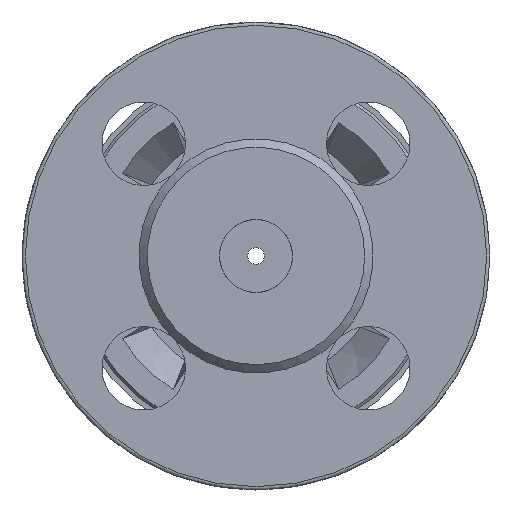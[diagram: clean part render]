
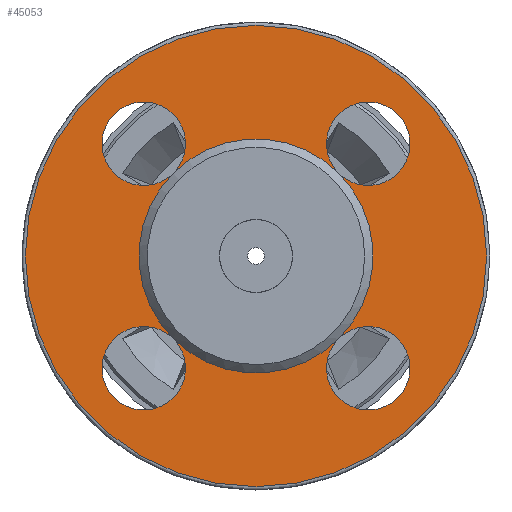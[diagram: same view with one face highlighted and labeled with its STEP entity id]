
A CAD part, front view. The second image highlights one B-rep face of the part: STEP entity #45053.
In plain terms, the highlighted free-form (B-spline) face has degree [1, 1] with [2, 2] control points.
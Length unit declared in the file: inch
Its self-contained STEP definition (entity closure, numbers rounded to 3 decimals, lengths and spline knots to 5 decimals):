
#44483=CARTESIAN_POINT('',(-116.95911,54.5432,13.91224));
#44484=VERTEX_POINT('',#44483);
#44485=CARTESIAN_POINT('',(-117.18008,54.32222,13.91224));
#44486=DIRECTION('',(0.,0.,-1.0));
#44487=DIRECTION('',(0.707,-0.707,0.));
#44488=AXIS2_PLACEMENT_3D('',#44485,#44486,#44487);
#44489=CIRCLE('',#44488,0.3125);
#44490=EDGE_CURVE('',#44484,#44484,#44489,.T.);
#44511=CARTESIAN_POINT('',(-115.72168,54.5432,13.91224));
#44512=VERTEX_POINT('',#44511);
#44513=CARTESIAN_POINT('',(-115.50071,54.32222,13.91224));
#44514=DIRECTION('',(0.,0.,-1.0));
#44515=DIRECTION('',(0.707,-0.707,0.));
#44516=AXIS2_PLACEMENT_3D('',#44513,#44514,#44515);
#44517=CIRCLE('',#44516,0.3125);
#44518=EDGE_CURVE('',#44512,#44512,#44517,.T.);
#44560=CARTESIAN_POINT('',(-115.72168,55.78063,13.91224));
#44561=VERTEX_POINT('',#44560);
#44562=CARTESIAN_POINT('',(-116.34039,55.16191,13.91224));
#44563=DIRECTION('',(0.0,0.0,1.0));
#44564=DIRECTION('',(1.0,0.0,0.0));
#44565=AXIS2_PLACEMENT_3D('',#44562,#44563,#44564);
#44566=CIRCLE('',#44565,0.875);
#44567=EDGE_CURVE('',#44512,#44561,#44566,.T.);
#44569=CARTESIAN_POINT('',(-116.95911,55.78063,13.91224));
#44570=VERTEX_POINT('',#44569);
#44571=CARTESIAN_POINT('',(-116.34039,55.16191,13.91224));
#44572=DIRECTION('',(0.0,0.0,1.0));
#44573=DIRECTION('',(1.0,0.0,0.0));
#44574=AXIS2_PLACEMENT_3D('',#44571,#44572,#44573);
#44575=CIRCLE('',#44574,0.875);
#44576=EDGE_CURVE('',#44561,#44570,#44575,.T.);
#44578=CARTESIAN_POINT('',(-116.34039,55.16191,13.91224));
#44579=DIRECTION('',(0.0,0.0,-1.0));
#44580=DIRECTION('',(1.0,0.0,0.0));
#44581=AXIS2_PLACEMENT_3D('',#44578,#44579,#44580);
#44582=CIRCLE('',#44581,0.875);
#44583=EDGE_CURVE('',#44484,#44570,#44582,.T.);
#44585=CARTESIAN_POINT('',(-116.34039,55.16191,13.91224));
#44586=DIRECTION('',(0.0,0.0,-1.0));
#44587=DIRECTION('',(1.0,0.0,0.0));
#44588=AXIS2_PLACEMENT_3D('',#44585,#44586,#44587);
#44589=CIRCLE('',#44588,0.875);
#44590=EDGE_CURVE('',#44512,#44484,#44589,.T.);
#44768=CARTESIAN_POINT('',(-117.18008,56.0016,13.91224));
#44769=DIRECTION('',(0.,0.,1.));
#44770=DIRECTION('',(0.707,0.707,0.));
#44771=AXIS2_PLACEMENT_3D('',#44768,#44769,#44770);
#44772=CIRCLE('',#44771,0.3125);
#44773=EDGE_CURVE('',#44570,#44570,#44772,.T.);
#44807=CARTESIAN_POINT('',(-115.50071,56.0016,13.91224));
#44808=DIRECTION('',(0.,0.,1.));
#44809=DIRECTION('',(0.707,0.707,0.));
#44810=AXIS2_PLACEMENT_3D('',#44807,#44808,#44809);
#44811=CIRCLE('',#44810,0.3125);
#44812=EDGE_CURVE('',#44561,#44561,#44811,.T.);
#45020=CARTESIAN_POINT('',(-114.61539,55.16191,13.91224));
#45021=VERTEX_POINT('',#45020);
#45022=CARTESIAN_POINT('',(-116.34039,55.16191,13.91224));
#45023=DIRECTION('',(0.0,0.0,1.0));
#45024=DIRECTION('',(0.0,1.0,0.0));
#45025=AXIS2_PLACEMENT_3D('',#45022,#45023,#45024);
#45026=CIRCLE('',#45025,1.725);
#45027=EDGE_CURVE('',#45021,#45021,#45026,.T.);
#45035=CARTESIAN_POINT('',(-112.89039,55.16191,13.91224));
#45036=CARTESIAN_POINT('',(-116.34039,58.61191,13.91224));
#45037=CARTESIAN_POINT('',(-116.34039,51.71191,13.91224));
#45038=CARTESIAN_POINT('',(-119.79039,55.16191,13.91224));
#45039=B_SPLINE_SURFACE_WITH_KNOTS('',1,1,((#45035,#45037),(#45036,#45038)),.UNSPECIFIED.,.F.,.F.,.U.,(2,2),(2,2),(0.0,4.87904),(0.0,4.87904),.UNSPECIFIED.);
#45040=ORIENTED_EDGE('',*,*,#45027,.T.);
#45041=EDGE_LOOP('',(#45040));
#45042=FACE_OUTER_BOUND('',#45041,.T.);
#45043=ORIENTED_EDGE('',*,*,#44567,.F.);
#45044=ORIENTED_EDGE('',*,*,#44518,.T.);
#45045=ORIENTED_EDGE('',*,*,#44590,.T.);
#45046=ORIENTED_EDGE('',*,*,#44490,.T.);
#45047=ORIENTED_EDGE('',*,*,#44583,.T.);
#45048=ORIENTED_EDGE('',*,*,#44773,.F.);
#45049=ORIENTED_EDGE('',*,*,#44576,.F.);
#45050=ORIENTED_EDGE('',*,*,#44812,.F.);
#45051=EDGE_LOOP('',(#45043,#45044,#45045,#45046,#45047,#45048,#45049,#45050));
#45052=FACE_BOUND('',#45051,.T.);
#45053=ADVANCED_FACE('',(#45042,#45052),#45039,.T.);
